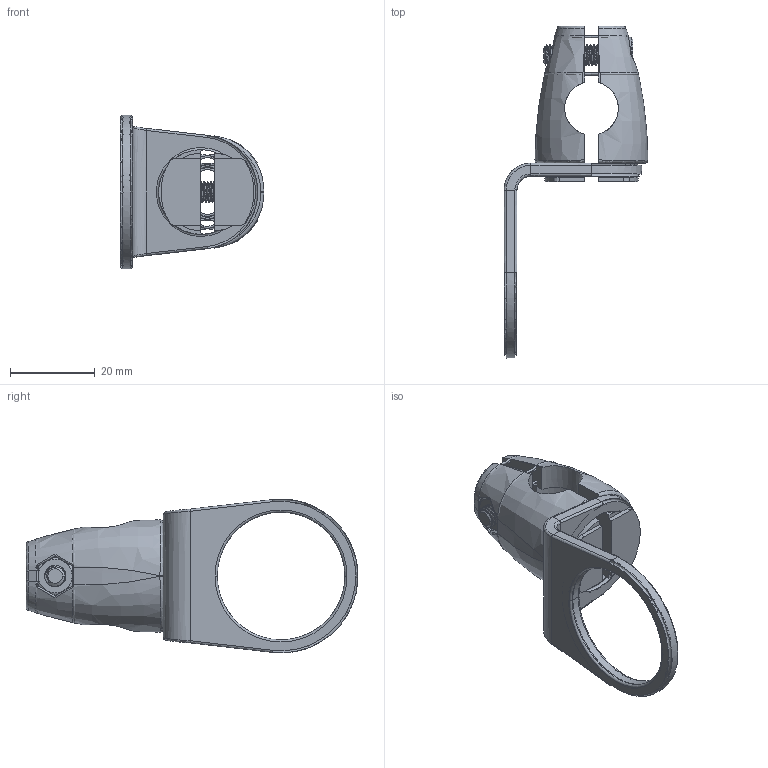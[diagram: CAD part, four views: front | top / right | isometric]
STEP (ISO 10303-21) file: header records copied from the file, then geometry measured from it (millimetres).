
FILE_DESCRIPTION((''),'2;1');
FILE_NAME('BRACKET_30MM_ASM','2010-10-06T',('dburns'),(''),'PRO/ENGINEER BY PARAMETRIC TECHNOLOGY CORPORATION, 2007390','PRO/ENGINEER BY PARAMETRIC TECHNOLOGY CORPORATION, 2007390','');
FILE_SCHEMA(('CONFIG_CONTROL_DESIGN'));
Products named in the file (1): BRACKET_30MM_ASM
Bounding box: 33.97 x 78.35 x 36.32 mm (x, y, z)
Surface area: 11459.4 mm2 (no closed solid volume)
Topology: 0 solids, 0 shells, 317 faces, 1782 edges, 1764 vertices
Faces by surface type: bspline 299, torus 18
Entity records: 44486 total; most frequent: CARTESIAN_POINT 31463, DEFINITIONAL_REPRESENTATION 1746, PCURVE 1746, COMPOSITE_CURVE_SEGMENT 1746, DIRECTION 1536, TRIMMED_CURVE 1312, B_SPLINE_CURVE_WITH_KNOTS 1307, VECTOR 1124
